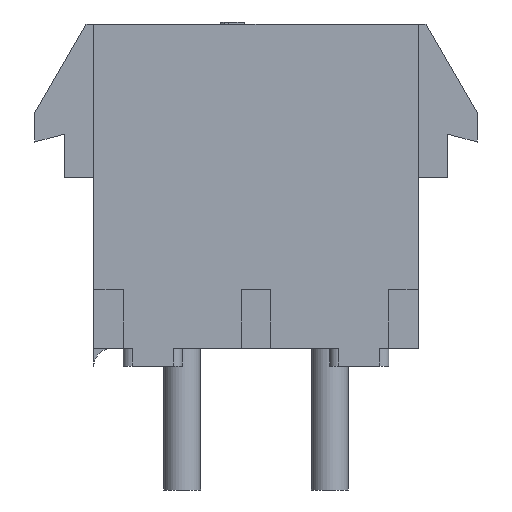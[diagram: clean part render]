
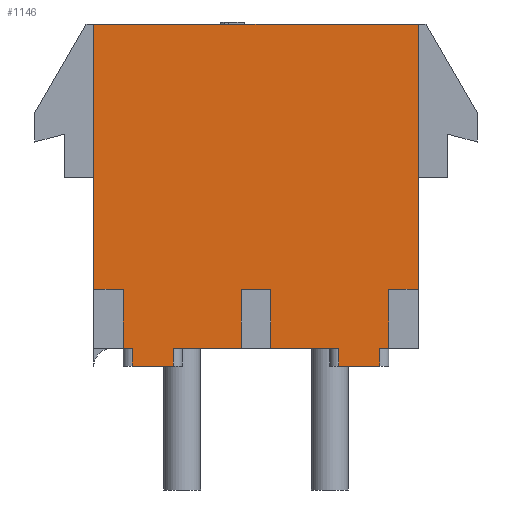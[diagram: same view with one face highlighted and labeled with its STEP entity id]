
A CAD part, front view. The second image highlights one B-rep face of the part: STEP entity #1146.
In plain terms, the highlighted planar face has unit normal (0, -1, 0).
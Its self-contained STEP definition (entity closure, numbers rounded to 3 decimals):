
#875=CARTESIAN_POINT('',(-6.985,-3.81,14.732));
#876=VERTEX_POINT('',#875);
#971=CARTESIAN_POINT('',(-6.985,-3.81,3.302));
#972=VERTEX_POINT('',#971);
#979=CARTESIAN_POINT('',(-6.985,-3.81,14.732));
#980=DIRECTION('',(0.0,0.0,-1.0));
#981=VECTOR('',#980,11.43);
#982=LINE('',#979,#981);
#983=EDGE_CURVE('',#876,#972,#982,.T.);
#988=CARTESIAN_POINT('',(-7.684,-3.81,15.469));
#989=DIRECTION('',(0.0,-1.0,0.0));
#990=DIRECTION('',(0.0,0.0,-1.0));
#991=AXIS2_PLACEMENT_3D('',#988,#989,#990);
#992=PLANE('',#991);
#993=CARTESIAN_POINT('',(5.715,-3.81,0.762));
#994=VERTEX_POINT('',#993);
#995=CARTESIAN_POINT('',(5.715,-3.81,3.302));
#996=VERTEX_POINT('',#995);
#997=CARTESIAN_POINT('',(5.715,-3.81,0.762));
#998=DIRECTION('',(0.0,0.0,1.0));
#999=VECTOR('',#998,2.54);
#1000=LINE('',#997,#999);
#1001=EDGE_CURVE('',#994,#996,#1000,.T.);
#1002=ORIENTED_EDGE('',*,*,#1001,.T.);
#1003=CARTESIAN_POINT('',(6.985,-3.81,3.302));
#1004=VERTEX_POINT('',#1003);
#1005=CARTESIAN_POINT('',(6.985,-3.81,3.302));
#1006=DIRECTION('',(-1.0,0.0,0.0));
#1007=VECTOR('',#1006,1.27);
#1008=LINE('',#1005,#1007);
#1009=EDGE_CURVE('',#1004,#996,#1008,.T.);
#1010=ORIENTED_EDGE('',*,*,#1009,.F.);
#1011=CARTESIAN_POINT('',(6.985,-3.81,14.732));
#1012=VERTEX_POINT('',#1011);
#1013=CARTESIAN_POINT('',(6.985,-3.81,14.732));
#1014=DIRECTION('',(0.0,0.0,-1.0));
#1015=VECTOR('',#1014,11.43);
#1016=LINE('',#1013,#1015);
#1017=EDGE_CURVE('',#1012,#1004,#1016,.T.);
#1018=ORIENTED_EDGE('',*,*,#1017,.F.);
#1019=CARTESIAN_POINT('',(-6.985,-3.81,14.732));
#1020=DIRECTION('',(1.0,0.0,0.0));
#1021=VECTOR('',#1020,13.97);
#1022=LINE('',#1019,#1021);
#1023=EDGE_CURVE('',#876,#1012,#1022,.T.);
#1024=ORIENTED_EDGE('',*,*,#1023,.F.);
#1025=ORIENTED_EDGE('',*,*,#983,.T.);
#1026=CARTESIAN_POINT('',(-5.715,-3.81,3.302));
#1027=VERTEX_POINT('',#1026);
#1028=CARTESIAN_POINT('',(-6.985,-3.81,3.302));
#1029=DIRECTION('',(1.0,0.0,0.0));
#1030=VECTOR('',#1029,1.27);
#1031=LINE('',#1028,#1030);
#1032=EDGE_CURVE('',#972,#1027,#1031,.T.);
#1033=ORIENTED_EDGE('',*,*,#1032,.T.);
#1034=CARTESIAN_POINT('',(-5.715,-3.81,0.762));
#1035=VERTEX_POINT('',#1034);
#1036=CARTESIAN_POINT('',(-5.715,-3.81,0.762));
#1037=DIRECTION('',(0.0,0.0,1.0));
#1038=VECTOR('',#1037,2.54);
#1039=LINE('',#1036,#1038);
#1040=EDGE_CURVE('',#1035,#1027,#1039,.T.);
#1041=ORIENTED_EDGE('',*,*,#1040,.F.);
#1042=CARTESIAN_POINT('',(-5.334,-3.81,0.762));
#1043=VERTEX_POINT('',#1042);
#1044=CARTESIAN_POINT('',(-5.715,-3.81,0.762));
#1045=DIRECTION('',(1.0,0.0,0.0));
#1046=VECTOR('',#1045,0.381);
#1047=LINE('',#1044,#1046);
#1048=EDGE_CURVE('',#1035,#1043,#1047,.T.);
#1049=ORIENTED_EDGE('',*,*,#1048,.T.);
#1050=CARTESIAN_POINT('',(-5.334,-3.81,0.0));
#1051=VERTEX_POINT('',#1050);
#1052=CARTESIAN_POINT('',(-5.334,-3.81,0.762));
#1053=DIRECTION('',(0.0,0.0,-1.0));
#1054=VECTOR('',#1053,0.762);
#1055=LINE('',#1052,#1054);
#1056=EDGE_CURVE('',#1043,#1051,#1055,.T.);
#1057=ORIENTED_EDGE('',*,*,#1056,.T.);
#1058=CARTESIAN_POINT('',(-3.556,-3.81,0.0));
#1059=VERTEX_POINT('',#1058);
#1060=CARTESIAN_POINT('',(-3.556,-3.81,0.0));
#1061=DIRECTION('',(-1.0,0.0,0.0));
#1062=VECTOR('',#1061,1.778);
#1063=LINE('',#1060,#1062);
#1064=EDGE_CURVE('',#1059,#1051,#1063,.T.);
#1065=ORIENTED_EDGE('',*,*,#1064,.F.);
#1066=CARTESIAN_POINT('',(-3.556,-3.81,0.762));
#1067=VERTEX_POINT('',#1066);
#1068=CARTESIAN_POINT('',(-3.556,-3.81,0.762));
#1069=DIRECTION('',(0.0,0.0,-1.0));
#1070=VECTOR('',#1069,0.762);
#1071=LINE('',#1068,#1070);
#1072=EDGE_CURVE('',#1067,#1059,#1071,.T.);
#1073=ORIENTED_EDGE('',*,*,#1072,.F.);
#1074=CARTESIAN_POINT('',(-0.635,-3.81,0.762));
#1075=VERTEX_POINT('',#1074);
#1076=CARTESIAN_POINT('',(-3.556,-3.81,0.762));
#1077=DIRECTION('',(1.0,0.0,0.0));
#1078=VECTOR('',#1077,2.921);
#1079=LINE('',#1076,#1078);
#1080=EDGE_CURVE('',#1067,#1075,#1079,.T.);
#1081=ORIENTED_EDGE('',*,*,#1080,.T.);
#1082=CARTESIAN_POINT('',(-0.635,-3.81,3.302));
#1083=VERTEX_POINT('',#1082);
#1084=CARTESIAN_POINT('',(-0.635,-3.81,0.762));
#1085=DIRECTION('',(0.0,0.0,1.0));
#1086=VECTOR('',#1085,2.54);
#1087=LINE('',#1084,#1086);
#1088=EDGE_CURVE('',#1075,#1083,#1087,.T.);
#1089=ORIENTED_EDGE('',*,*,#1088,.T.);
#1090=CARTESIAN_POINT('',(0.635,-3.81,3.302));
#1091=VERTEX_POINT('',#1090);
#1092=CARTESIAN_POINT('',(-0.635,-3.81,3.302));
#1093=DIRECTION('',(1.0,0.0,0.0));
#1094=VECTOR('',#1093,1.27);
#1095=LINE('',#1092,#1094);
#1096=EDGE_CURVE('',#1083,#1091,#1095,.T.);
#1097=ORIENTED_EDGE('',*,*,#1096,.T.);
#1098=CARTESIAN_POINT('',(0.635,-3.81,0.762));
#1099=VERTEX_POINT('',#1098);
#1100=CARTESIAN_POINT('',(0.635,-3.81,0.762));
#1101=DIRECTION('',(0.0,0.0,1.0));
#1102=VECTOR('',#1101,2.54);
#1103=LINE('',#1100,#1102);
#1104=EDGE_CURVE('',#1099,#1091,#1103,.T.);
#1105=ORIENTED_EDGE('',*,*,#1104,.F.);
#1106=CARTESIAN_POINT('',(3.556,-3.81,0.762));
#1107=VERTEX_POINT('',#1106);
#1108=CARTESIAN_POINT('',(0.635,-3.81,0.762));
#1109=DIRECTION('',(1.0,0.0,0.0));
#1110=VECTOR('',#1109,2.921);
#1111=LINE('',#1108,#1110);
#1112=EDGE_CURVE('',#1099,#1107,#1111,.T.);
#1113=ORIENTED_EDGE('',*,*,#1112,.T.);
#1114=CARTESIAN_POINT('',(3.556,-3.81,0.0));
#1115=VERTEX_POINT('',#1114);
#1116=CARTESIAN_POINT('',(3.556,-3.81,0.762));
#1117=DIRECTION('',(0.0,0.0,-1.0));
#1118=VECTOR('',#1117,0.762);
#1119=LINE('',#1116,#1118);
#1120=EDGE_CURVE('',#1107,#1115,#1119,.T.);
#1121=ORIENTED_EDGE('',*,*,#1120,.T.);
#1122=CARTESIAN_POINT('',(5.334,-3.81,0.0));
#1123=VERTEX_POINT('',#1122);
#1124=CARTESIAN_POINT('',(5.334,-3.81,0.0));
#1125=DIRECTION('',(-1.0,0.0,0.0));
#1126=VECTOR('',#1125,1.778);
#1127=LINE('',#1124,#1126);
#1128=EDGE_CURVE('',#1123,#1115,#1127,.T.);
#1129=ORIENTED_EDGE('',*,*,#1128,.F.);
#1130=CARTESIAN_POINT('',(5.334,-3.81,0.762));
#1131=VERTEX_POINT('',#1130);
#1132=CARTESIAN_POINT('',(5.334,-3.81,0.762));
#1133=DIRECTION('',(0.0,0.0,-1.0));
#1134=VECTOR('',#1133,0.762);
#1135=LINE('',#1132,#1134);
#1136=EDGE_CURVE('',#1131,#1123,#1135,.T.);
#1137=ORIENTED_EDGE('',*,*,#1136,.F.);
#1138=CARTESIAN_POINT('',(5.334,-3.81,0.762));
#1139=DIRECTION('',(1.0,0.0,0.0));
#1140=VECTOR('',#1139,0.381);
#1141=LINE('',#1138,#1140);
#1142=EDGE_CURVE('',#1131,#994,#1141,.T.);
#1143=ORIENTED_EDGE('',*,*,#1142,.T.);
#1144=EDGE_LOOP('',(#1002,#1010,#1018,#1024,#1025,#1033,#1041,#1049,#1057,#1065,#1073,#1081,#1089,#1097,#1105,#1113,#1121,#1129,#1137,#1143));
#1145=FACE_OUTER_BOUND('',#1144,.T.);
#1146=ADVANCED_FACE('',(#1145),#992,.T.);
